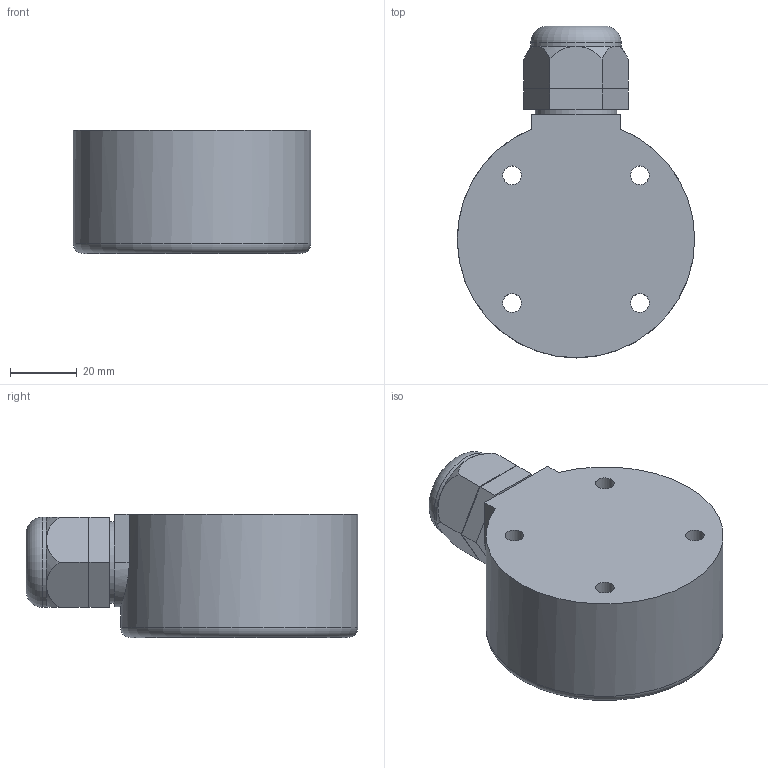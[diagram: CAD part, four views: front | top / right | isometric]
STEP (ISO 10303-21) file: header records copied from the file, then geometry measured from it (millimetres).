
FILE_DESCRIPTION(/* description */ ('Auer Signal Vienna'),/* implementation_level */ '2;1');
FILE_NAME(/* name */ 'BDW_AuerSignal.stp',/* time_stamp */ '2021-08-31T10:40:13+02:00',/* author */ ('l.ivanic'),/* organization */ ('Auer Signal'),/* preprocessor_version */ 'ST-DEVELOPER v16',/* originating_system */ 'SIEMENS PLM Software NX 10.0',/* authorisation */ '');
FILE_SCHEMA (('AUTOMOTIVE_DESIGN { 1 0 10303 214 3 1 1 1 }'));
Length unit declared in the file: millimetre
Products named in the file (1): AuerSignal
Bounding box: 71 x 99.25 x 36.8 mm (x, y, z)
Volume: 156353 mm3; surface area: 22972 mm2
Topology: 1 solids, 2 shells, 57 faces, 130 edges, 86 vertices
Faces by surface type: plane 29, cylinder 16, bspline 10, torus 2
Full cylindrical faces by diameter (mm): 4.5 x2, 5.6 x4, 8.2 x1, 14.2 x1, 21 x1, 24.4 x1, 27 x1, 71 x1
Entity records: 3783 total; most frequent: CARTESIAN_POINT 2609, ORIENTED_EDGE 216, DIRECTION 213, EDGE_CURVE 108, EDGE_LOOP 88, AXIS2_PLACEMENT_3D 84, VERTEX_POINT 78, ADVANCED_FACE 57
